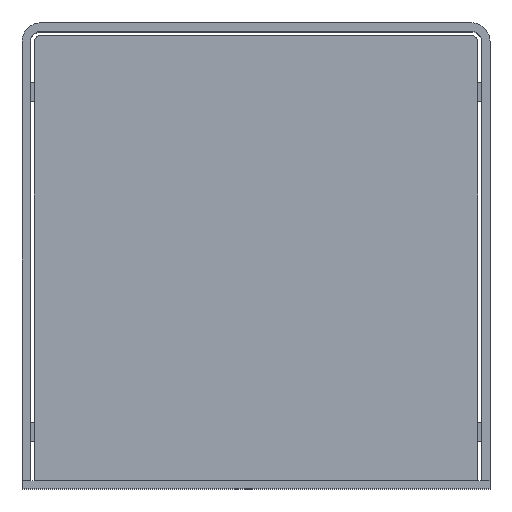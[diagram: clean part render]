
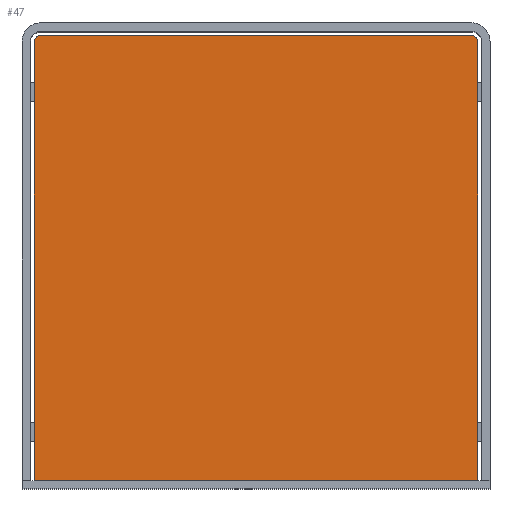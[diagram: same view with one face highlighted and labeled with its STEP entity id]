
A CAD part, top view. The second image highlights one B-rep face of the part: STEP entity #47.
In plain terms, the highlighted planar face has unit normal (0, 0, 1).
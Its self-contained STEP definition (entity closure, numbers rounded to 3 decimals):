
#47=ADVANCED_FACE('',(#148),#1424,.T.);
#148=FACE_OUTER_BOUND('',#249,.T.);
#249=EDGE_LOOP('',(#405,#406,#407,#408,#409,#410));
#405=ORIENTED_EDGE('',*,*,#805,.T.);
#406=ORIENTED_EDGE('',*,*,#809,.T.);
#407=ORIENTED_EDGE('',*,*,#812,.T.);
#408=ORIENTED_EDGE('',*,*,#815,.T.);
#409=ORIENTED_EDGE('',*,*,#818,.T.);
#410=ORIENTED_EDGE('',*,*,#820,.T.);
#805=EDGE_CURVE('',#1270,#1269,#1216,.T.);
#809=EDGE_CURVE('',#1269,#1272,#1220,.T.);
#812=EDGE_CURVE('',#1272,#1274,#1223,.T.);
#815=EDGE_CURVE('',#1274,#1276,#1226,.T.);
#818=EDGE_CURVE('',#1276,#1278,#1229,.T.);
#820=EDGE_CURVE('',#1278,#1270,#1231,.T.);
#1216=(
BOUNDED_CURVE()
B_SPLINE_CURVE(2,(#1894,#1895,#1896),.UNSPECIFIED.,.F.,.F.)
B_SPLINE_CURVE_WITH_KNOTS((3,3),(422.,431.425),.UNSPECIFIED.)
CURVE()
GEOMETRIC_REPRESENTATION_ITEM()
RATIONAL_B_SPLINE_CURVE((1.,0.707,1.))
REPRESENTATION_ITEM('')
);
#1220=(
BOUNDED_CURVE()
B_SPLINE_CURVE(2,(#1904,#1905,#1906),.UNSPECIFIED.,.F.,.F.)
B_SPLINE_CURVE_WITH_KNOTS((3,3),(431.425,845.425),
 .UNSPECIFIED.)
CURVE()
GEOMETRIC_REPRESENTATION_ITEM()
RATIONAL_B_SPLINE_CURVE((1.,1.,1.))
REPRESENTATION_ITEM('')
);
#1223=(
BOUNDED_CURVE()
B_SPLINE_CURVE(2,(#1912,#1913,#1914),.UNSPECIFIED.,.F.,.F.)
B_SPLINE_CURVE_WITH_KNOTS((3,3),(845.425,854.85),
 .UNSPECIFIED.)
CURVE()
GEOMETRIC_REPRESENTATION_ITEM()
RATIONAL_B_SPLINE_CURVE((1.,0.707,1.))
REPRESENTATION_ITEM('')
);
#1226=(
BOUNDED_CURVE()
B_SPLINE_CURVE(2,(#1920,#1921,#1922),.UNSPECIFIED.,.F.,.F.)
B_SPLINE_CURVE_WITH_KNOTS((3,3),(854.85,1276.85),
 .UNSPECIFIED.)
CURVE()
GEOMETRIC_REPRESENTATION_ITEM()
RATIONAL_B_SPLINE_CURVE((1.,1.,1.))
REPRESENTATION_ITEM('')
);
#1229=(
BOUNDED_CURVE()
B_SPLINE_CURVE(2,(#1928,#1929,#1930),.UNSPECIFIED.,.F.,.F.)
B_SPLINE_CURVE_WITH_KNOTS((3,3),(1276.85,1702.85),
 .UNSPECIFIED.)
CURVE()
GEOMETRIC_REPRESENTATION_ITEM()
RATIONAL_B_SPLINE_CURVE((1.,1.,1.))
REPRESENTATION_ITEM('')
);
#1231=(
BOUNDED_CURVE()
B_SPLINE_CURVE(2,(#1934,#1935,#1936),.UNSPECIFIED.,.F.,.F.)
B_SPLINE_CURVE_WITH_KNOTS((3,3),(1702.85,2124.85),
 .UNSPECIFIED.)
CURVE()
GEOMETRIC_REPRESENTATION_ITEM()
RATIONAL_B_SPLINE_CURVE((1.,1.,1.))
REPRESENTATION_ITEM('')
);
#1269=VERTEX_POINT('',#1847);
#1270=VERTEX_POINT('',#1848);
#1272=VERTEX_POINT('',#1850);
#1274=VERTEX_POINT('',#1852);
#1276=VERTEX_POINT('',#1854);
#1278=VERTEX_POINT('',#1856);
#1424=PLANE('',#1613);
#1613=AXIS2_PLACEMENT_3D('',#1828,#1702,$);
#1702=DIRECTION('',(0.,0.,1.));
#1828=CARTESIAN_POINT('',(-3042.799,-819.113,477.));
#1847=CARTESIAN_POINT('',(-2569.549,-337.613,477.));
#1848=CARTESIAN_POINT('',(-2563.549,-343.613,477.));
#1850=CARTESIAN_POINT('',(-2983.549,-337.613,477.));
#1852=CARTESIAN_POINT('',(-2989.549,-343.613,477.));
#1854=CARTESIAN_POINT('',(-2989.549,-765.613,477.));
#1856=CARTESIAN_POINT('',(-2563.549,-765.613,477.));
#1894=CARTESIAN_POINT('',(-2563.549,-343.613,477.));
#1895=CARTESIAN_POINT('',(-2563.549,-337.613,477.));
#1896=CARTESIAN_POINT('',(-2569.549,-337.613,477.));
#1904=CARTESIAN_POINT('',(-2569.549,-337.613,477.));
#1905=CARTESIAN_POINT('',(-2776.549,-337.613,477.));
#1906=CARTESIAN_POINT('',(-2983.549,-337.613,477.));
#1912=CARTESIAN_POINT('',(-2983.549,-337.613,477.));
#1913=CARTESIAN_POINT('',(-2989.549,-337.613,477.));
#1914=CARTESIAN_POINT('',(-2989.549,-343.613,477.));
#1920=CARTESIAN_POINT('',(-2989.549,-343.613,477.));
#1921=CARTESIAN_POINT('',(-2989.549,-554.613,477.));
#1922=CARTESIAN_POINT('',(-2989.549,-765.613,477.));
#1928=CARTESIAN_POINT('',(-2989.549,-765.613,477.));
#1929=CARTESIAN_POINT('',(-2776.549,-765.613,477.));
#1930=CARTESIAN_POINT('',(-2563.549,-765.613,477.));
#1934=CARTESIAN_POINT('',(-2563.549,-765.613,477.));
#1935=CARTESIAN_POINT('',(-2563.549,-554.613,477.));
#1936=CARTESIAN_POINT('',(-2563.549,-343.613,477.));
